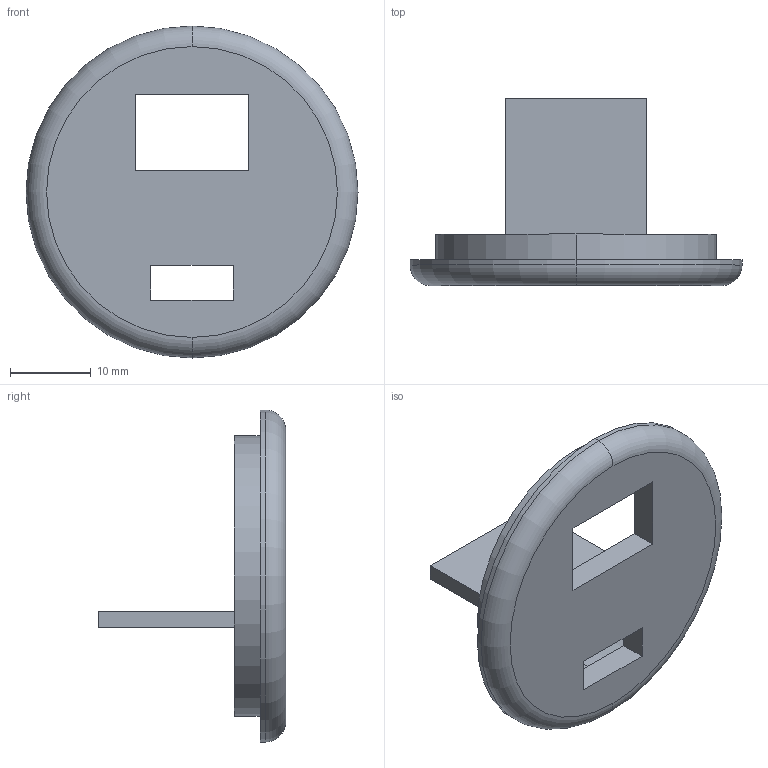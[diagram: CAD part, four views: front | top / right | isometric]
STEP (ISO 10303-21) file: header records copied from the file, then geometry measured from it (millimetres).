
FILE_DESCRIPTION (( 'STEP AP214' ), '1' );
FILE_NAME ('pressure_end.STEP', '2024-03-27T19:17:51', ( '' ), ( '' ), 'SwSTEP 2.0', 'SolidWorks 2023', '' );
FILE_SCHEMA (( 'AUTOMOTIVE_DESIGN' ));
Length unit declared in the file: inch
Products named in the file (1): pressure_end
Bounding box: 41.01 x 23.18 x 41.01 mm (x, y, z)
Volume: 5059.7 mm3; surface area: 4215.4 mm2
Topology: 1 solids, 1 shells, 25 faces, 58 edges, 38 vertices
Faces by surface type: plane 17, cylinder 6, torus 2
Entity records: 747 total; most frequent: DIRECTION 126, CARTESIAN_POINT 122, ORIENTED_EDGE 116, EDGE_CURVE 58, VECTOR 42, AXIS2_PLACEMENT_3D 42, LINE 42, VERTEX_POINT 38
